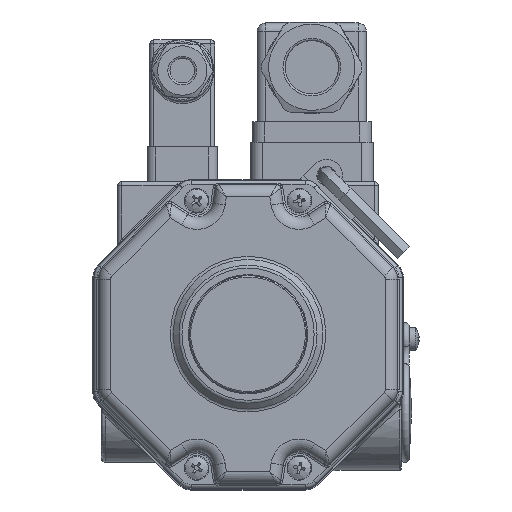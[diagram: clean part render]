
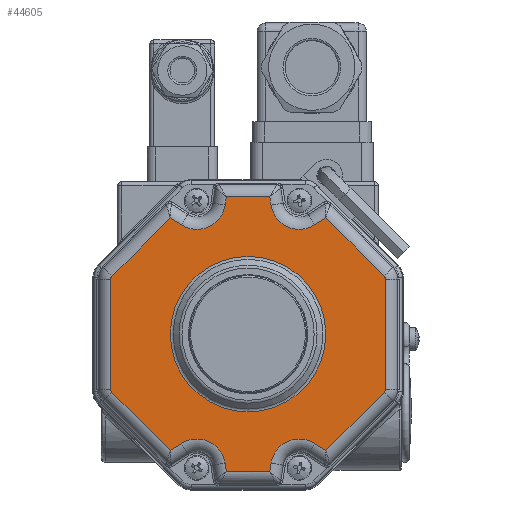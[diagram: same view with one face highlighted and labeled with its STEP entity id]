
A CAD part, top view. The second image highlights one B-rep face of the part: STEP entity #44605.
In plain terms, the highlighted face is planar.
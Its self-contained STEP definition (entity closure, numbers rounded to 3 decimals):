
#1520=PLANE('',#48869);
#4140=CIRCLE('',#48736,1.);
#4145=CIRCLE('',#48744,1.);
#4153=CIRCLE('',#48757,7.);
#4162=CIRCLE('',#48771,1.);
#4166=CIRCLE('',#48778,7.);
#4170=CIRCLE('',#48783,1.);
#4205=CIRCLE('',#48870,7.);
#4206=CIRCLE('',#48871,7.);
#4207=CIRCLE('',#48872,18.914);
#13022=ORIENTED_EDGE('',*,*,#19213,.T.);
#13023=ORIENTED_EDGE('',*,*,#19392,.T.);
#13024=ORIENTED_EDGE('',*,*,#19203,.T.);
#13025=ORIENTED_EDGE('',*,*,#19199,.T.);
#13026=ORIENTED_EDGE('',*,*,#19205,.T.);
#13027=ORIENTED_EDGE('',*,*,#19208,.T.);
#13028=ORIENTED_EDGE('',*,*,#19215,.T.);
#13029=ORIENTED_EDGE('',*,*,#19220,.T.);
#13030=ORIENTED_EDGE('',*,*,#19230,.T.);
#13031=ORIENTED_EDGE('',*,*,#19236,.T.);
#13032=ORIENTED_EDGE('',*,*,#19239,.T.);
#13033=ORIENTED_EDGE('',*,*,#19250,.T.);
#13034=ORIENTED_EDGE('',*,*,#19261,.T.);
#13035=ORIENTED_EDGE('',*,*,#19267,.T.);
#13036=ORIENTED_EDGE('',*,*,#19273,.T.);
#13037=ORIENTED_EDGE('',*,*,#19277,.T.);
#13038=ORIENTED_EDGE('',*,*,#19271,.T.);
#13039=ORIENTED_EDGE('',*,*,#19265,.T.);
#13040=ORIENTED_EDGE('',*,*,#19259,.T.);
#13041=ORIENTED_EDGE('',*,*,#19254,.T.);
#13042=ORIENTED_EDGE('',*,*,#19244,.T.);
#13043=ORIENTED_EDGE('',*,*,#19393,.T.);
#13044=ORIENTED_EDGE('',*,*,#19234,.T.);
#13045=ORIENTED_EDGE('',*,*,#19224,.T.);
#13046=ORIENTED_EDGE('',*,*,#19394,.T.);
#19199=EDGE_CURVE('',#22926,#22928,#25392,.T.);
#19203=EDGE_CURVE('',#22929,#22926,#25395,.T.);
#19205=EDGE_CURVE('',#22928,#22932,#4140,.T.);
#19208=EDGE_CURVE('',#22932,#22934,#25396,.T.);
#19213=EDGE_CURVE('',#22935,#22938,#25399,.T.);
#19215=EDGE_CURVE('',#22934,#22940,#4145,.T.);
#19220=EDGE_CURVE('',#22940,#22943,#25400,.T.);
#19224=EDGE_CURVE('',#22944,#22935,#25403,.T.);
#19230=EDGE_CURVE('',#22943,#22949,#25404,.T.);
#19234=EDGE_CURVE('',#22950,#22944,#25407,.T.);
#19236=EDGE_CURVE('',#22949,#22953,#4153,.T.);
#19239=EDGE_CURVE('',#22953,#22955,#25408,.T.);
#19244=EDGE_CURVE('',#22956,#22959,#25411,.T.);
#19250=EDGE_CURVE('',#22955,#22963,#25412,.T.);
#19254=EDGE_CURVE('',#22964,#22956,#25415,.T.);
#19259=EDGE_CURVE('',#22967,#22964,#4162,.T.);
#19261=EDGE_CURVE('',#22963,#22970,#25416,.T.);
#19265=EDGE_CURVE('',#22971,#22967,#25419,.T.);
#19267=EDGE_CURVE('',#22970,#22974,#4166,.T.);
#19271=EDGE_CURVE('',#22975,#22971,#4170,.T.);
#19273=EDGE_CURVE('',#22974,#22978,#25420,.T.);
#19277=EDGE_CURVE('',#22978,#22975,#25423,.T.);
#19392=EDGE_CURVE('',#22938,#22929,#4205,.T.);
#19393=EDGE_CURVE('',#22959,#22950,#4206,.T.);
#19394=EDGE_CURVE('',#23042,#23042,#4207,.T.);
#22926=VERTEX_POINT('',#77180);
#22928=VERTEX_POINT('',#77199);
#22929=VERTEX_POINT('',#77204);
#22932=VERTEX_POINT('',#77211);
#22934=VERTEX_POINT('',#77217);
#22935=VERTEX_POINT('',#77236);
#22938=VERTEX_POINT('',#77241);
#22940=VERTEX_POINT('',#77246);
#22943=VERTEX_POINT('',#77325);
#22944=VERTEX_POINT('',#77344);
#22949=VERTEX_POINT('',#77463);
#22950=VERTEX_POINT('',#77468);
#22953=VERTEX_POINT('',#77475);
#22955=VERTEX_POINT('',#77495);
#22956=VERTEX_POINT('',#77514);
#22959=VERTEX_POINT('',#77519);
#22963=VERTEX_POINT('',#77650);
#22964=VERTEX_POINT('',#77655);
#22967=VERTEX_POINT('',#77720);
#22970=VERTEX_POINT('',#77727);
#22971=VERTEX_POINT('',#77732);
#22974=VERTEX_POINT('',#77739);
#22975=VERTEX_POINT('',#77744);
#22978=VERTEX_POINT('',#77765);
#23042=VERTEX_POINT('',#78052);
#25392=LINE('',#77200,#27697);
#25395=LINE('',#77207,#27700);
#25396=LINE('',#77218,#27701);
#25399=LINE('',#77242,#27704);
#25400=LINE('',#77326,#27705);
#25403=LINE('',#77347,#27708);
#25404=LINE('',#77464,#27709);
#25407=LINE('',#77471,#27712);
#25408=LINE('',#77496,#27713);
#25411=LINE('',#77520,#27716);
#25412=LINE('',#77651,#27717);
#25415=LINE('',#77658,#27720);
#25416=LINE('',#77728,#27721);
#25419=LINE('',#77735,#27724);
#25420=LINE('',#77766,#27725);
#25423=LINE('',#77786,#27728);
#27697=VECTOR('',#58627,1000.);
#27700=VECTOR('',#58634,1000.);
#27701=VECTOR('',#58647,1000.);
#27704=VECTOR('',#58654,1000.);
#27705=VECTOR('',#58667,1000.);
#27708=VECTOR('',#58672,1000.);
#27709=VECTOR('',#58681,1000.);
#27712=VECTOR('',#58688,1000.);
#27713=VECTOR('',#58699,1000.);
#27716=VECTOR('',#58706,1000.);
#27717=VECTOR('',#58713,1000.);
#27720=VECTOR('',#58720,1000.);
#27721=VECTOR('',#58735,1000.);
#27724=VECTOR('',#58742,1000.);
#27725=VECTOR('',#58761,1000.);
#27728=VECTOR('',#58766,1000.);
#30355=EDGE_LOOP('',(#13022,#13023,#13024,#13025,#13026,#13027,#13028,#13029,
#13030,#13031,#13032,#13033,#13034,#13035,#13036,#13037,#13038,#13039,#13040,
#13041,#13042,#13043,#13044,#13045));
#30356=EDGE_LOOP('',(#13046));
#33108=FACE_BOUND('',#30355,.T.);
#33109=FACE_BOUND('',#30356,.T.);
#44605=ADVANCED_FACE('',(#33108,#33109),#1520,.T.);
#48736=AXIS2_PLACEMENT_3D('',#77212,#58639,#58640);
#48744=AXIS2_PLACEMENT_3D('',#77247,#58659,#58660);
#48757=AXIS2_PLACEMENT_3D('',#77476,#58693,#58694);
#48771=AXIS2_PLACEMENT_3D('',#77723,#58729,#58730);
#48778=AXIS2_PLACEMENT_3D('',#77740,#58747,#58748);
#48783=AXIS2_PLACEMENT_3D('',#77747,#58757,#58758);
#48869=AXIS2_PLACEMENT_3D('',#78048,#59013,#59014);
#48870=AXIS2_PLACEMENT_3D('',#78049,#59015,#59016);
#48871=AXIS2_PLACEMENT_3D('',#78050,#59017,#59018);
#48872=AXIS2_PLACEMENT_3D('',#78051,#59019,#59020);
#58627=DIRECTION('',(-0.707,0.,0.707));
#58634=DIRECTION('',(-0.844,0.,-0.536));
#58639=DIRECTION('',(0.,1.,0.));
#58640=DIRECTION('',(0.,0.,1.));
#58647=DIRECTION('',(0.,0.,1.));
#58654=DIRECTION('',(-0.156,0.,0.988));
#58659=DIRECTION('',(0.,1.,0.));
#58660=DIRECTION('',(0.,0.,1.));
#58667=DIRECTION('',(0.707,0.,0.707));
#58672=DIRECTION('',(-1.,0.,0.));
#58681=DIRECTION('',(0.844,0.,-0.536));
#58688=DIRECTION('',(-0.156,0.,-0.988));
#58693=DIRECTION('',(0.,-1.,0.));
#58694=DIRECTION('',(0.,0.,1.));
#58699=DIRECTION('',(0.156,0.,0.988));
#58706=DIRECTION('',(-0.844,0.,0.536));
#58713=DIRECTION('',(1.,0.,0.));
#58720=DIRECTION('',(-0.707,0.,-0.707));
#58729=DIRECTION('',(0.,1.,0.));
#58730=DIRECTION('',(0.,0.,1.));
#58735=DIRECTION('',(0.156,0.,-0.988));
#58742=DIRECTION('',(0.,0.,-1.));
#58747=DIRECTION('',(0.,-1.,0.));
#58748=DIRECTION('',(0.,0.,1.));
#58757=DIRECTION('',(0.,1.,0.));
#58758=DIRECTION('',(0.,0.,1.));
#58761=DIRECTION('',(0.844,0.,0.536));
#58766=DIRECTION('',(0.707,0.,-0.707));
#59013=DIRECTION('',(0.,1.,0.));
#59014=DIRECTION('',(0.,0.,1.));
#59015=DIRECTION('',(0.,-1.,0.));
#59016=DIRECTION('',(0.,0.,1.));
#59017=DIRECTION('',(0.,-1.,0.));
#59018=DIRECTION('',(0.,0.,1.));
#59019=DIRECTION('',(0.,-1.,0.));
#59020=DIRECTION('',(0.,0.,1.));
#77180=CARTESIAN_POINT('',(-18.939,26.,-28.296));
#77199=CARTESIAN_POINT('',(-33.107,26.,-14.128));
#77200=CARTESIAN_POINT('',(-33.107,26.,-14.128));
#77204=CARTESIAN_POINT('',(-16.251,26.,-26.59));
#77207=CARTESIAN_POINT('',(-20.292,26.,-29.154));
#77211=CARTESIAN_POINT('',(-33.4,26.,-13.421));
#77212=CARTESIAN_POINT('',(-32.4,26.,-13.421));
#77217=CARTESIAN_POINT('',(-33.4,26.,13.421));
#77218=CARTESIAN_POINT('',(-33.4,26.,13.421));
#77236=CARTESIAN_POINT('',(-5.27,26.,-33.4));
#77241=CARTESIAN_POINT('',(-5.586,26.,-31.405));
#77242=CARTESIAN_POINT('',(-10.302,26.,-1.632));
#77246=CARTESIAN_POINT('',(-33.107,26.,14.128));
#77247=CARTESIAN_POINT('',(-32.4,26.,13.421));
#77325=CARTESIAN_POINT('',(-18.939,26.,28.296));
#77326=CARTESIAN_POINT('',(-17.806,26.,29.429));
#77344=CARTESIAN_POINT('',(5.27,26.,-33.4));
#77347=CARTESIAN_POINT('',(-6.978,26.,-33.4));
#77463=CARTESIAN_POINT('',(-16.251,26.,26.59));
#77464=CARTESIAN_POINT('',(7.364,26.,11.603));
#77468=CARTESIAN_POINT('',(5.586,26.,-31.405));
#77471=CARTESIAN_POINT('',(5.003,26.,-35.087));
#77475=CARTESIAN_POINT('',(-5.586,26.,31.405));
#77476=CARTESIAN_POINT('',(-12.5,26.,32.5));
#77495=CARTESIAN_POINT('',(-5.27,26.,33.4));
#77496=CARTESIAN_POINT('',(-5.003,26.,35.087));
#77514=CARTESIAN_POINT('',(18.939,26.,-28.296));
#77519=CARTESIAN_POINT('',(16.251,26.,-26.59));
#77520=CARTESIAN_POINT('',(-7.364,26.,-11.603));
#77650=CARTESIAN_POINT('',(5.27,26.,33.4));
#77651=CARTESIAN_POINT('',(6.978,26.,33.4));
#77655=CARTESIAN_POINT('',(33.107,26.,-14.128));
#77658=CARTESIAN_POINT('',(17.806,26.,-29.429));
#77720=CARTESIAN_POINT('',(33.4,26.,-13.421));
#77723=CARTESIAN_POINT('',(32.4,26.,-13.421));
#77727=CARTESIAN_POINT('',(5.586,26.,31.405));
#77728=CARTESIAN_POINT('',(10.302,26.,1.632));
#77732=CARTESIAN_POINT('',(33.4,26.,13.421));
#77735=CARTESIAN_POINT('',(33.4,26.,-13.421));
#77739=CARTESIAN_POINT('',(16.251,26.,26.59));
#77740=CARTESIAN_POINT('',(12.5,26.,32.5));
#77744=CARTESIAN_POINT('',(33.107,26.,14.128));
#77747=CARTESIAN_POINT('',(32.4,26.,13.421));
#77765=CARTESIAN_POINT('',(18.939,26.,28.296));
#77766=CARTESIAN_POINT('',(20.292,26.,29.154));
#77786=CARTESIAN_POINT('',(33.107,26.,14.128));
#78048=CARTESIAN_POINT('',(0.,26.,0.));
#78049=CARTESIAN_POINT('',(-12.5,26.,-32.5));
#78050=CARTESIAN_POINT('',(12.5,26.,-32.5));
#78051=CARTESIAN_POINT('',(0.,26.,0.));
#78052=CARTESIAN_POINT('',(0.,26.,18.914));
